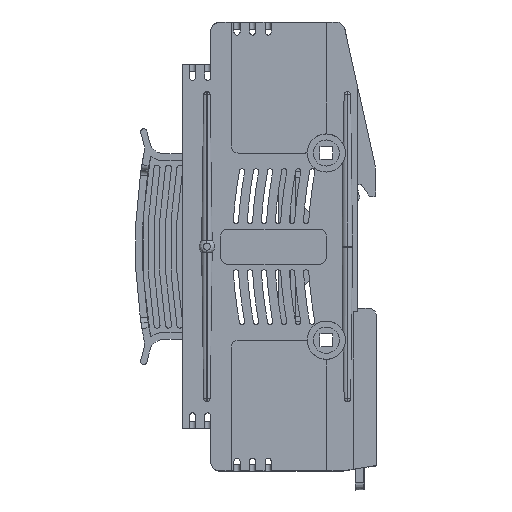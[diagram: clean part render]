
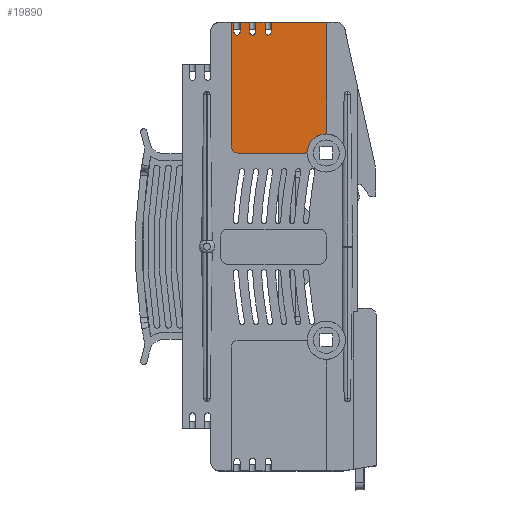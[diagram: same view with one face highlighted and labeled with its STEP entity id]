
A CAD part, left-side view. The second image highlights one B-rep face of the part: STEP entity #19890.
In plain terms, the highlighted face is planar.
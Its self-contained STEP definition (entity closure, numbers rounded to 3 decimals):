
#5074=CARTESIAN_POINT('',(271.342,-294.363,-9.657));
#5075=DIRECTION('',(0.,0.,1.));
#5076=DIRECTION('',(1.,0.,0.));
#5077=AXIS2_PLACEMENT_3D('',#5074,#5075,#5076);
#5082=DIRECTION('',(0.,-1.,0.));
#5083=VECTOR('',#5082,0.755);
#5084=CARTESIAN_POINT('',(236.118,-292.363,
-9.657));
#5085=LINE('',#5084,#5083);
#5089=CARTESIAN_POINT('',(238.887,-293.973,-9.657));
#5090=DIRECTION('',(0.,0.,-1.));
#5091=DIRECTION('',(0.,1.,0.));
#5092=AXIS2_PLACEMENT_3D('',#5089,#5090,#5091);
#5097=CARTESIAN_POINT('',(238.887,-293.973,-9.657));
#5098=DIRECTION('',(0.,0.,-1.));
#5099=DIRECTION('',(1.,0.,0.));
#5100=AXIS2_PLACEMENT_3D('',#5097,#5098,#5099);
#5105=DIRECTION('',(-1.,0.,0.));
#5106=VECTOR('',#5105,2.77);
#5107=CARTESIAN_POINT('',(238.887,-294.828,-9.657));
#5108=LINE('',#5107,#5106);
#5112=DIRECTION('',(0.,-1.,0.));
#5113=VECTOR('',#5112,2.716);
#5114=CARTESIAN_POINT('',(236.117,-294.828,-9.657));
#5115=LINE('',#5114,#5113);
#5119=CARTESIAN_POINT('',(238.887,-298.399,-9.657));
#5120=DIRECTION('',(0.,0.,-1.));
#5121=DIRECTION('',(0.,1.,0.));
#5122=AXIS2_PLACEMENT_3D('',#5119,#5120,#5121);
#5127=CARTESIAN_POINT('',(238.887,-298.399,-9.657));
#5128=DIRECTION('',(0.,0.,-1.));
#5129=DIRECTION('',(1.,0.,0.));
#5130=AXIS2_PLACEMENT_3D('',#5127,#5128,#5129);
#5135=DIRECTION('',(-1.,0.,0.));
#5136=VECTOR('',#5135,2.77);
#5137=CARTESIAN_POINT('',(238.887,-299.255,-9.657));
#5138=LINE('',#5137,#5136);
#5142=DIRECTION('',(0.,-1.,0.));
#5143=VECTOR('',#5142,2.716);
#5144=CARTESIAN_POINT('',(236.117,-299.255,-9.657));
#5145=LINE('',#5144,#5143);
#5149=CARTESIAN_POINT('',(238.887,-302.826,-9.657));
#5150=DIRECTION('',(0.,0.,-1.));
#5151=DIRECTION('',(0.,1.,0.));
#5152=AXIS2_PLACEMENT_3D('',#5149,#5150,#5151);
#5157=CARTESIAN_POINT('',(238.887,-302.826,-9.657));
#5158=DIRECTION('',(0.,0.,-1.));
#5159=DIRECTION('',(1.,0.,0.));
#5160=AXIS2_PLACEMENT_3D('',#5157,#5158,#5159);
#5165=DIRECTION('',(-1.,0.,0.));
#5166=VECTOR('',#5165,2.769);
#5167=CARTESIAN_POINT('',(238.887,-303.681,-9.657));
#5168=LINE('',#5167,#5166);
#5172=DIRECTION('',(0.,-1.,0.));
#5173=VECTOR('',#5172,15.845);
#5174=CARTESIAN_POINT('',(236.117,-303.681,
-9.657));
#5175=LINE('',#5174,#5173);
#5179=DIRECTION('',(1.,0.,0.));
#5180=VECTOR('',#5179,31.306);
#5181=CARTESIAN_POINT('',(236.118,-319.525,
-9.657));
#5182=LINE('',#5181,#5180);
#5186=CARTESIAN_POINT('',(267.423,-319.025,-9.657));
#5187=DIRECTION('',(0.,0.,1.));
#5188=DIRECTION('',(0.,-1.,0.));
#5189=AXIS2_PLACEMENT_3D('',#5186,#5187,#5188);
#5194=CARTESIAN_POINT('',(273.342,-319.425,-9.657));
#5195=DIRECTION('',(0.,0.,-1.));
#5196=DIRECTION('',(-0.998,0.067,0.));
#5197=AXIS2_PLACEMENT_3D('',#5194,#5195,#5196);
#5202=CARTESIAN_POINT('',(272.842,-313.514,-9.657));
#5203=DIRECTION('',(0.,0.,1.));
#5204=DIRECTION('',(0.084,-0.996,0.));
#5205=AXIS2_PLACEMENT_3D('',#5202,#5203,#5204);
#5210=DIRECTION('',(0.,-1.,0.));
#5211=VECTOR('',#5210,19.15);
#5212=CARTESIAN_POINT('',(273.342,-294.363,-9.657));
#5213=LINE('',#5212,#5211);
#5239=DIRECTION('',(1.,0.,0.));
#5240=VECTOR('',#5239,35.225);
#5241=CARTESIAN_POINT('',(236.118,-292.363,
-9.657));
#5242=LINE('',#5241,#5240);
#13347=DIRECTION('',(-1.,0.,0.));
#13348=VECTOR('',#13347,2.769);
#13349=CARTESIAN_POINT('',(238.887,-293.118,-9.657));
#13350=LINE('',#13349,#13348);
#14028=DIRECTION('',(-1.,0.,0.));
#14029=VECTOR('',#14028,2.77);
#14030=CARTESIAN_POINT('',(238.887,-297.544,-9.657));
#14031=LINE('',#14030,#14029);
#14140=DIRECTION('',(-1.,0.,0.));
#14141=VECTOR('',#14140,2.77);
#14142=CARTESIAN_POINT('',(238.887,-301.971,-9.657));
#14143=LINE('',#14142,#14141);
#17373=CARTESIAN_POINT('',(267.922,-319.059,-9.657));
#17374=CARTESIAN_POINT('',(272.884,-314.012,-9.657));
#17375=VERTEX_POINT('',#17373);
#17376=VERTEX_POINT('',#17374);
#17385=CARTESIAN_POINT('',(273.342,-294.363,-9.657));
#17386=CARTESIAN_POINT('',(273.342,-313.514,-9.657));
#17387=VERTEX_POINT('',#17385);
#17388=VERTEX_POINT('',#17386);
#17389=CARTESIAN_POINT('',(271.342,-292.363,-9.657));
#17390=VERTEX_POINT('',#17389);
#17391=CARTESIAN_POINT('',(236.118,-292.363,
-9.657));
#17392=VERTEX_POINT('',#17391);
#17393=CARTESIAN_POINT('',(236.117,-293.118,
-9.657));
#17394=VERTEX_POINT('',#17393);
#17395=CARTESIAN_POINT('',(238.887,-293.118,-9.657));
#17396=VERTEX_POINT('',#17395);
#17397=CARTESIAN_POINT('',(239.742,-293.973,-9.657));
#17398=VERTEX_POINT('',#17397);
#17399=CARTESIAN_POINT('',(238.887,-294.828,-9.657));
#17400=VERTEX_POINT('',#17399);
#17401=CARTESIAN_POINT('',(236.117,-294.828,-9.657));
#17402=VERTEX_POINT('',#17401);
#17403=CARTESIAN_POINT('',(236.117,-297.544,-9.657));
#17404=VERTEX_POINT('',#17403);
#17405=CARTESIAN_POINT('',(238.887,-297.544,-9.657));
#17406=VERTEX_POINT('',#17405);
#17407=CARTESIAN_POINT('',(239.742,-298.399,-9.657));
#17408=VERTEX_POINT('',#17407);
#17409=CARTESIAN_POINT('',(238.887,-299.255,-9.657));
#17410=VERTEX_POINT('',#17409);
#17411=CARTESIAN_POINT('',(236.117,-299.255,-9.657));
#17412=VERTEX_POINT('',#17411);
#17413=CARTESIAN_POINT('',(236.117,-301.971,-9.657));
#17414=VERTEX_POINT('',#17413);
#17415=CARTESIAN_POINT('',(238.887,-301.971,-9.657));
#17416=VERTEX_POINT('',#17415);
#17417=CARTESIAN_POINT('',(239.742,-302.826,-9.657));
#17418=VERTEX_POINT('',#17417);
#17419=CARTESIAN_POINT('',(238.887,-303.681,-9.657));
#17420=VERTEX_POINT('',#17419);
#17421=CARTESIAN_POINT('',(236.117,-303.681,
-9.657));
#17422=VERTEX_POINT('',#17421);
#17423=CARTESIAN_POINT('',(236.118,-319.525,
-9.657));
#17424=VERTEX_POINT('',#17423);
#17425=CARTESIAN_POINT('',(267.423,-319.525,-9.657));
#17426=VERTEX_POINT('',#17425);
#19838=CARTESIAN_POINT('',(246.586,-293.369,-9.657));
#19839=DIRECTION('',(0.,0.,1.));
#19840=DIRECTION('',(1.,0.,0.));
#19841=AXIS2_PLACEMENT_3D('',#19838,#19839,#19840);
#19842=PLANE('',#19841);
#19844=ORIENTED_EDGE('',*,*,#19843,.F.);
#19846=ORIENTED_EDGE('',*,*,#19845,.T.);
#19848=ORIENTED_EDGE('',*,*,#19847,.F.);
#19850=ORIENTED_EDGE('',*,*,#19849,.T.);
#19852=ORIENTED_EDGE('',*,*,#19851,.F.);
#19854=ORIENTED_EDGE('',*,*,#19853,.T.);
#19856=ORIENTED_EDGE('',*,*,#19855,.T.);
#19858=ORIENTED_EDGE('',*,*,#19857,.T.);
#19860=ORIENTED_EDGE('',*,*,#19859,.T.);
#19862=ORIENTED_EDGE('',*,*,#19861,.F.);
#19864=ORIENTED_EDGE('',*,*,#19863,.T.);
#19866=ORIENTED_EDGE('',*,*,#19865,.T.);
#19868=ORIENTED_EDGE('',*,*,#19867,.T.);
#19870=ORIENTED_EDGE('',*,*,#19869,.T.);
#19872=ORIENTED_EDGE('',*,*,#19871,.F.);
#19874=ORIENTED_EDGE('',*,*,#19873,.T.);
#19876=ORIENTED_EDGE('',*,*,#19875,.T.);
#19878=ORIENTED_EDGE('',*,*,#19877,.T.);
#19880=ORIENTED_EDGE('',*,*,#19879,.T.);
#19882=ORIENTED_EDGE('',*,*,#19881,.T.);
#19884=ORIENTED_EDGE('',*,*,#19883,.T.);
#19885=ORIENTED_EDGE('',*,*,#19813,.T.);
#19887=ORIENTED_EDGE('',*,*,#19886,.T.);
#19888=EDGE_LOOP('',(#19844,#19846,#19848,#19850,#19852,#19854,#19856,#19858,
#19860,#19862,#19864,#19866,#19868,#19870,#19872,#19874,#19876,#19878,#19880,
#19882,#19884,#19885,#19887));
#19889=FACE_OUTER_BOUND('',#19888,.F.);
#5078=CIRCLE('',#5077,2.);
#5093=CIRCLE('',#5092,0.855);
#5101=CIRCLE('',#5100,0.855);
#5123=CIRCLE('',#5122,0.855);
#5131=CIRCLE('',#5130,0.855);
#5153=CIRCLE('',#5152,0.855);
#5161=CIRCLE('',#5160,0.855);
#5190=CIRCLE('',#5189,0.5);
#5198=CIRCLE('',#5197,5.432);
#5206=CIRCLE('',#5205,0.5);
#19813=EDGE_CURVE('',#17375,#17376,#5198,.T.);
#19843=EDGE_CURVE('',#17387,#17388,#5213,.T.);
#19845=EDGE_CURVE('',#17387,#17390,#5078,.T.);
#19847=EDGE_CURVE('',#17392,#17390,#5242,.T.);
#19849=EDGE_CURVE('',#17392,#17394,#5085,.T.);
#19851=EDGE_CURVE('',#17396,#17394,#13350,.T.);
#19853=EDGE_CURVE('',#17396,#17398,#5093,.T.);
#19855=EDGE_CURVE('',#17398,#17400,#5101,.T.);
#19857=EDGE_CURVE('',#17400,#17402,#5108,.T.);
#19859=EDGE_CURVE('',#17402,#17404,#5115,.T.);
#19861=EDGE_CURVE('',#17406,#17404,#14031,.T.);
#19863=EDGE_CURVE('',#17406,#17408,#5123,.T.);
#19865=EDGE_CURVE('',#17408,#17410,#5131,.T.);
#19867=EDGE_CURVE('',#17410,#17412,#5138,.T.);
#19869=EDGE_CURVE('',#17412,#17414,#5145,.T.);
#19871=EDGE_CURVE('',#17416,#17414,#14143,.T.);
#19873=EDGE_CURVE('',#17416,#17418,#5153,.T.);
#19875=EDGE_CURVE('',#17418,#17420,#5161,.T.);
#19877=EDGE_CURVE('',#17420,#17422,#5168,.T.);
#19879=EDGE_CURVE('',#17422,#17424,#5175,.T.);
#19881=EDGE_CURVE('',#17424,#17426,#5182,.T.);
#19883=EDGE_CURVE('',#17426,#17375,#5190,.T.);
#19886=EDGE_CURVE('',#17376,#17388,#5206,.T.);
#19890=ADVANCED_FACE('',(#19889),#19842,.F.);
